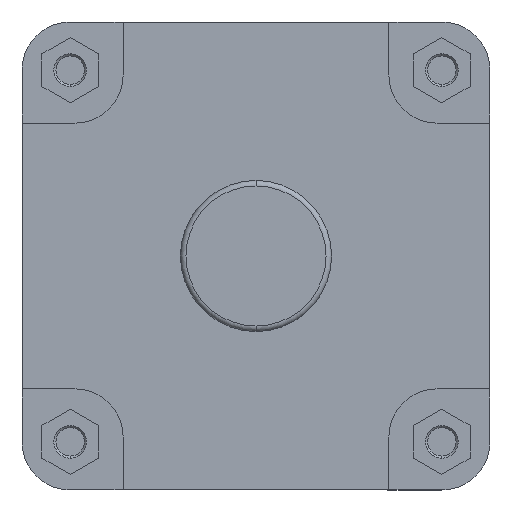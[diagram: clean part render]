
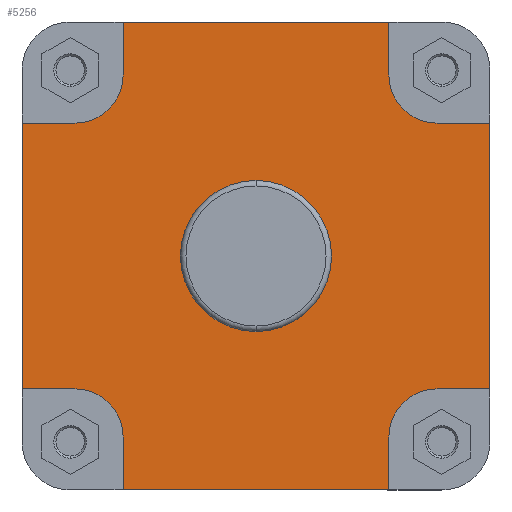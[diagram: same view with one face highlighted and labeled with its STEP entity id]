
A CAD part, left-side view. The second image highlights one B-rep face of the part: STEP entity #5256.
In plain terms, the highlighted planar face has unit normal (-1, 0, 0).
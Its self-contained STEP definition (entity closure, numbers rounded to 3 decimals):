
#141 = CARTESIAN_POINT ( 'NONE',  ( 82., -131.5, -131.5 ) ) ;
#145 = CARTESIAN_POINT ( 'NONE',  ( 82., -170., -96.5 ) ) ;
#148 = DIRECTION ( 'NONE',  ( -1., 0., 0. ) ) ;
#149 = DIRECTION ( 'NONE',  ( 0., 0., -1. ) ) ;
#150 = CARTESIAN_POINT ( 'NONE',  ( 82., -374.141, -170. ) ) ;
#151 = DIRECTION ( 'NONE',  ( 0., 1., 0. ) ) ;
#152 = CARTESIAN_POINT ( 'NONE',  ( 82., -96.5, -131.5 ) ) ;
#153 = DIRECTION ( 'NONE',  ( 0., -1., 0. ) ) ;
#154 = CARTESIAN_POINT ( 'NONE',  ( 82., -170., 0. ) ) ;
#155 = DIRECTION ( 'NONE',  ( 0., 0., -1. ) ) ;
#156 = DIRECTION ( 'NONE',  ( 0., 0., 1. ) ) ;
#157 = CARTESIAN_POINT ( 'NONE',  ( 82., -96.5, 170. ) ) ;
#158 = CARTESIAN_POINT ( 'NONE',  ( 82., -131.5, 96.5 ) ) ;
#159 = DIRECTION ( 'NONE',  ( 0., -1., 0. ) ) ;
#160 = CARTESIAN_POINT ( 'NONE',  ( 82., -131.5, 131.5 ) ) ;
#161 = DIRECTION ( 'NONE',  ( -1., 0., 0. ) ) ;
#162 = DIRECTION ( 'NONE',  ( 0., 0., -1. ) ) ;
#163 = CARTESIAN_POINT ( 'NONE',  ( 82., -374.141, 170. ) ) ;
#164 = DIRECTION ( 'NONE',  ( 0., 0., -1. ) ) ;
#165 = DIRECTION ( 'NONE',  ( 0., -1., 0. ) ) ;
#166 = CARTESIAN_POINT ( 'NONE',  ( 82., 170., 96.5 ) ) ;
#167 = CARTESIAN_POINT ( 'NONE',  ( 82., 96.5, 131.5 ) ) ;
#168 = DIRECTION ( 'NONE',  ( 0., 0., 1. ) ) ;
#169 = CARTESIAN_POINT ( 'NONE',  ( 82., 131.5, 131.5 ) ) ;
#170 = DIRECTION ( 'NONE',  ( -1., 0., 0. ) ) ;
#171 = DIRECTION ( 'NONE',  ( 0., 0., -1. ) ) ;
#172 = CARTESIAN_POINT ( 'NONE',  ( 82., 170., 0. ) ) ;
#173 = DIRECTION ( 'NONE',  ( 0., -1., 0. ) ) ;
#174 = DIRECTION ( 'NONE',  ( 0., 0., 1. ) ) ;
#175 = CARTESIAN_POINT ( 'NONE',  ( 82., 96.5, -170. ) ) ;
#176 = CARTESIAN_POINT ( 'NONE',  ( 82., 131.5, -96.5 ) ) ;
#177 = DIRECTION ( 'NONE',  ( 0., 1., 0. ) ) ;
#178 = CARTESIAN_POINT ( 'NONE',  ( 82., 131.5, -131.5 ) ) ;
#179 = DIRECTION ( 'NONE',  ( -1., 0., 0. ) ) ;
#180 = DIRECTION ( 'NONE',  ( 0., 0., -1. ) ) ;
#183 = DIRECTION ( 'NONE',  ( 0., 0., 1. ) ) ;
#1235 = CARTESIAN_POINT ( 'NONE',  ( 82., 0., 54.9 ) ) ;
#1236 = CARTESIAN_POINT ( 'NONE',  ( 82., 0., -54.9 ) ) ;
#1293 = CARTESIAN_POINT ( 'NONE',  ( 82., 96.5, -170. ) ) ;
#1294 = CARTESIAN_POINT ( 'NONE',  ( 82., -96.5, -170. ) ) ;
#1295 = CARTESIAN_POINT ( 'NONE',  ( 82., -96.5, -131.5 ) ) ;
#1296 = CARTESIAN_POINT ( 'NONE',  ( 82., -131.5, -96.5 ) ) ;
#1297 = CARTESIAN_POINT ( 'NONE',  ( 82., -170., -96.5 ) ) ;
#1298 = CARTESIAN_POINT ( 'NONE',  ( 82., -170., 96.5 ) ) ;
#1299 = CARTESIAN_POINT ( 'NONE',  ( 82., -131.5, 96.5 ) ) ;
#1300 = CARTESIAN_POINT ( 'NONE',  ( 82., -96.5, 131.5 ) ) ;
#1301 = CARTESIAN_POINT ( 'NONE',  ( 82., -96.5, 170. ) ) ;
#1302 = CARTESIAN_POINT ( 'NONE',  ( 82., 96.5, 170. ) ) ;
#1303 = CARTESIAN_POINT ( 'NONE',  ( 82., 96.5, 131.5 ) ) ;
#1304 = CARTESIAN_POINT ( 'NONE',  ( 82., 131.5, 96.5 ) ) ;
#1305 = CARTESIAN_POINT ( 'NONE',  ( 82., 170., 96.5 ) ) ;
#1306 = CARTESIAN_POINT ( 'NONE',  ( 82., 170., -96.5 ) ) ;
#1307 = CARTESIAN_POINT ( 'NONE',  ( 82., 131.5, -96.5 ) ) ;
#1308 = CARTESIAN_POINT ( 'NONE',  ( 82., 96.5, -131.5 ) ) ;
#1460 = FACE_OUTER_BOUND ( 'NONE', #4752, .T. ) ;
#1467 = FACE_BOUND ( 'NONE', #4586, .T. ) ;
#1876 = CIRCLE ( 'NONE', #4393, 54.9 ) ;
#2696 = CIRCLE ( 'NONE', #3934, 54.9 ) ;
#2706 = LINE ( 'NONE', #152, #2720 ) ;
#2713 = LINE ( 'NONE', #150, #2719 ) ;
#2714 = VECTOR ( 'NONE', #151, 1000. ) ;
#2715 = LINE ( 'NONE', #154, #2722 ) ;
#2717 = LINE ( 'NONE', #145, #2714 ) ;
#2718 = CIRCLE ( 'NONE', #3948, 35. ) ;
#2719 = VECTOR ( 'NONE', #153, 1000. ) ;
#2720 = VECTOR ( 'NONE', #155, 1000. ) ;
#2722 = VECTOR ( 'NONE', #156, 1000. ) ;
#2723 = VECTOR ( 'NONE', #164, 1000. ) ;
#2724 = LINE ( 'NONE', #158, #2725 ) ;
#2725 = VECTOR ( 'NONE', #159, 1000. ) ;
#2726 = LINE ( 'NONE', #163, #2729 ) ;
#2727 = LINE ( 'NONE', #157, #2723 ) ;
#2728 = CIRCLE ( 'NONE', #3950, 35. ) ;
#2729 = VECTOR ( 'NONE', #165, 1000. ) ;
#2730 = VECTOR ( 'NONE', #173, 1000. ) ;
#2731 = LINE ( 'NONE', #167, #2732 ) ;
#2732 = VECTOR ( 'NONE', #168, 1000. ) ;
#2733 = LINE ( 'NONE', #172, #2736 ) ;
#2734 = LINE ( 'NONE', #166, #2730 ) ;
#2735 = CIRCLE ( 'NONE', #3952, 35. ) ;
#2736 = VECTOR ( 'NONE', #174, 1000. ) ;
#2737 = VECTOR ( 'NONE', #183, 1000. ) ;
#2738 = LINE ( 'NONE', #176, #2739 ) ;
#2739 = VECTOR ( 'NONE', #177, 1000. ) ;
#2742 = LINE ( 'NONE', #175, #2737 ) ;
#2743 = CIRCLE ( 'NONE', #3953, 35. ) ;
#3489 = EDGE_CURVE ( 'NONE', #4801, #4800, #2696, .T. ) ;
#3505 = EDGE_CURVE ( 'NONE', #4861, #4860, #2718, .T. ) ;
#3506 = EDGE_CURVE ( 'NONE', #4862, #4861, #2717, .T. ) ;
#3507 = EDGE_CURVE ( 'NONE', #4858, #4859, #2713, .T. ) ;
#3508 = EDGE_CURVE ( 'NONE', #4860, #4859, #2706, .T. ) ;
#3509 = EDGE_CURVE ( 'NONE', #4862, #4863, #2715, .T. ) ;
#3510 = EDGE_CURVE ( 'NONE', #4864, #4863, #2724, .T. ) ;
#3511 = EDGE_CURVE ( 'NONE', #4865, #4864, #2728, .T. ) ;
#3512 = EDGE_CURVE ( 'NONE', #4866, #4865, #2727, .T. ) ;
#3513 = EDGE_CURVE ( 'NONE', #4867, #4866, #2726, .T. ) ;
#3514 = EDGE_CURVE ( 'NONE', #4868, #4867, #2731, .T. ) ;
#3515 = EDGE_CURVE ( 'NONE', #4869, #4868, #2735, .T. ) ;
#3516 = EDGE_CURVE ( 'NONE', #4870, #4869, #2734, .T. ) ;
#3517 = EDGE_CURVE ( 'NONE', #4871, #4870, #2733, .T. ) ;
#3518 = EDGE_CURVE ( 'NONE', #4872, #4871, #2738, .T. ) ;
#3519 = EDGE_CURVE ( 'NONE', #4873, #4872, #2743, .T. ) ;
#3520 = EDGE_CURVE ( 'NONE', #4858, #4873, #2742, .T. ) ;
#3934 = AXIS2_PLACEMENT_3D ( 'NONE', #5143, #5144, #5145 ) ;
#3948 = AXIS2_PLACEMENT_3D ( 'NONE', #141, #148, #149 ) ;
#3950 = AXIS2_PLACEMENT_3D ( 'NONE', #160, #161, #162 ) ;
#3952 = AXIS2_PLACEMENT_3D ( 'NONE', #169, #170, #171 ) ;
#3953 = AXIS2_PLACEMENT_3D ( 'NONE', #178, #179, #180 ) ;
#4168 = AXIS2_PLACEMENT_3D ( 'NONE', #5801, #5813, #5814 ) ;
#4393 = AXIS2_PLACEMENT_3D ( 'NONE', #6624, #6625, #6626 ) ;
#4586 = EDGE_LOOP ( 'NONE', ( #4619, #4594 ) ) ;
#4590 = ORIENTED_EDGE ( 'NONE', *, *, #3506, .F. ) ;
#4594 = ORIENTED_EDGE ( 'NONE', *, *, #3489, .F. ) ;
#4599 = ORIENTED_EDGE ( 'NONE', *, *, #3507, .T. ) ;
#4601 = ORIENTED_EDGE ( 'NONE', *, *, #3508, .F. ) ;
#4605 = ORIENTED_EDGE ( 'NONE', *, *, #3511, .F. ) ;
#4619 = ORIENTED_EDGE ( 'NONE', *, *, #6829, .F. ) ;
#4621 = ORIENTED_EDGE ( 'NONE', *, *, #3505, .F. ) ;
#4627 = ORIENTED_EDGE ( 'NONE', *, *, #3510, .F. ) ;
#4632 = ORIENTED_EDGE ( 'NONE', *, *, #3509, .T. ) ;
#4635 = ORIENTED_EDGE ( 'NONE', *, *, #3512, .F. ) ;
#4676 = ORIENTED_EDGE ( 'NONE', *, *, #3518, .F. ) ;
#4677 = ORIENTED_EDGE ( 'NONE', *, *, #3520, .F. ) ;
#4691 = ORIENTED_EDGE ( 'NONE', *, *, #3517, .F. ) ;
#4698 = ORIENTED_EDGE ( 'NONE', *, *, #3515, .F. ) ;
#4700 = ORIENTED_EDGE ( 'NONE', *, *, #3514, .F. ) ;
#4704 = ORIENTED_EDGE ( 'NONE', *, *, #3516, .F. ) ;
#4707 = ORIENTED_EDGE ( 'NONE', *, *, #3513, .F. ) ;
#4708 = ORIENTED_EDGE ( 'NONE', *, *, #3519, .F. ) ;
#4752 = EDGE_LOOP ( 'NONE', ( #4599, #4601, #4621, #4590, #4632, #4627, #4605, #4635, #4707, #4700, #4698, #4704, #4691, #4676, #4708, #4677 ) ) ;
#4800 = VERTEX_POINT ( 'NONE', #1235 ) ;
#4801 = VERTEX_POINT ( 'NONE', #1236 ) ;
#4858 = VERTEX_POINT ( 'NONE', #1293 ) ;
#4859 = VERTEX_POINT ( 'NONE', #1294 ) ;
#4860 = VERTEX_POINT ( 'NONE', #1295 ) ;
#4861 = VERTEX_POINT ( 'NONE', #1296 ) ;
#4862 = VERTEX_POINT ( 'NONE', #1297 ) ;
#4863 = VERTEX_POINT ( 'NONE', #1298 ) ;
#4864 = VERTEX_POINT ( 'NONE', #1299 ) ;
#4865 = VERTEX_POINT ( 'NONE', #1300 ) ;
#4866 = VERTEX_POINT ( 'NONE', #1301 ) ;
#4867 = VERTEX_POINT ( 'NONE', #1302 ) ;
#4868 = VERTEX_POINT ( 'NONE', #1303 ) ;
#4869 = VERTEX_POINT ( 'NONE', #1304 ) ;
#4870 = VERTEX_POINT ( 'NONE', #1305 ) ;
#4871 = VERTEX_POINT ( 'NONE', #1306 ) ;
#4872 = VERTEX_POINT ( 'NONE', #1307 ) ;
#4873 = VERTEX_POINT ( 'NONE', #1308 ) ;
#5143 = CARTESIAN_POINT ( 'NONE',  ( 82., 0., 0. ) ) ;
#5144 = DIRECTION ( 'NONE',  ( -1., 0., 0. ) ) ;
#5145 = DIRECTION ( 'NONE',  ( 0., 0., 1. ) ) ;
#5256 = ADVANCED_FACE ( 'NONE', ( #1467, #1460 ), #5812, .F. ) ;
#5801 = CARTESIAN_POINT ( 'NONE',  ( 82., 54.9, 0. ) ) ;
#5812 = PLANE ( 'NONE',  #4168 ) ;
#5813 = DIRECTION ( 'NONE',  ( 1., 0., 0. ) ) ;
#5814 = DIRECTION ( 'NONE',  ( 0., 0., -1. ) ) ;
#6624 = CARTESIAN_POINT ( 'NONE',  ( 82., 0., 0. ) ) ;
#6625 = DIRECTION ( 'NONE',  ( -1., 0., 0. ) ) ;
#6626 = DIRECTION ( 'NONE',  ( 0., 0., 1. ) ) ;
#6829 = EDGE_CURVE ( 'NONE', #4800, #4801, #1876, .T. ) ;
